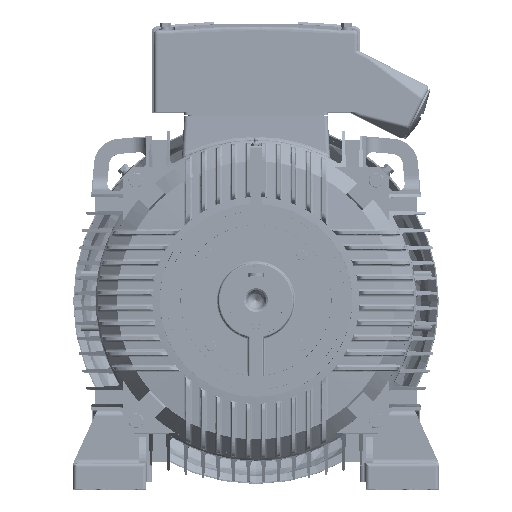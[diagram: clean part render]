
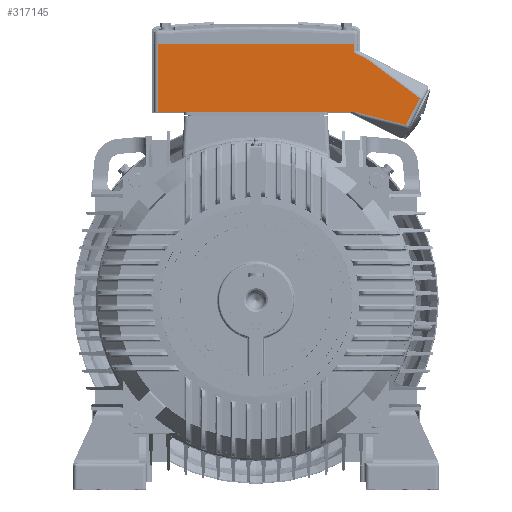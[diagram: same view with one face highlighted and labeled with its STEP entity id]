
A CAD part, top view. The second image highlights one B-rep face of the part: STEP entity #317145.
In plain terms, the highlighted planar face has unit normal (0, 0, 1).
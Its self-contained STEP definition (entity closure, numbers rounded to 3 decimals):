
#17953 = CARTESIAN_POINT ( 'NONE',  ( -130., 339., 232.5 ) ) ;
#18722 = CARTESIAN_POINT ( 'NONE',  ( 147.911, 318.81, 232.5 ) ) ;
#18944 = CARTESIAN_POINT ( 'NONE',  ( 216.719, 267.728, 232.5 ) ) ;
#19286 = CARTESIAN_POINT ( 'NONE',  ( 130., 339., 232.5 ) ) ;
#19338 = CARTESIAN_POINT ( 'NONE',  ( 198.695, 232.354, 232.5 ) ) ;
#20057 = CARTESIAN_POINT ( 'NONE',  ( 130., 327.936, 232.5 ) ) ;
#20335 = CARTESIAN_POINT ( 'NONE',  ( -130., 249., 232.5 ) ) ;
#20552 = CARTESIAN_POINT ( 'NONE',  ( 137.491, 247.801, 232.5 ) ) ;
#20901 = CARTESIAN_POINT ( 'NONE',  ( 135.138, 249., 232.5 ) ) ;
#41558 = AXIS2_PLACEMENT_3D ( 'NONE', #64143, #64145, #64147 ) ;
#41560 = FACE_OUTER_BOUND ( 'NONE', #115472, .T. ) ;
#53235 = EDGE_CURVE ( 'NONE', #173587, #173115, #103949, .T. ) ;
#53245 = EDGE_CURVE ( 'NONE', #173115, #170863, #103981, .T. ) ;
#53249 = EDGE_CURVE ( 'NONE', #170863, #169859, #103996, .T. ) ;
#53255 = EDGE_CURVE ( 'NONE', #169859, #169320, #104010, .T. ) ;
#53263 = EDGE_CURVE ( 'NONE', #169320, #172217, #104044, .T. ) ;
#53273 = EDGE_CURVE ( 'NONE', #172217, #170721, #104071, .T. ) ;
#53279 = EDGE_CURVE ( 'NONE', #170721, #168972, #104085, .T. ) ;
#53284 = EDGE_CURVE ( 'NONE', #168972, #172781, #104093, .T. ) ;
#53290 = EDGE_CURVE ( 'NONE', #172781, #173587, #104107, .T. ) ;
#64141 = PLANE ( 'NONE',  #41558 ) ;
#64143 = CARTESIAN_POINT ( 'NONE',  ( 0., 294., 232.5 ) ) ;
#64145 = DIRECTION ( 'NONE',  ( 0., 0., 1. ) ) ;
#64147 = DIRECTION ( 'NONE',  ( 1., 0., 0. ) ) ;
#67906 = ORIENTED_EDGE ( 'NONE', *, *, #53245, .T. ) ;
#67908 = ORIENTED_EDGE ( 'NONE', *, *, #53284, .T. ) ;
#67911 = ORIENTED_EDGE ( 'NONE', *, *, #53290, .T. ) ;
#67913 = ORIENTED_EDGE ( 'NONE', *, *, #53235, .T. ) ;
#67916 = ORIENTED_EDGE ( 'NONE', *, *, #53249, .T. ) ;
#67919 = ORIENTED_EDGE ( 'NONE', *, *, #53255, .T. ) ;
#67921 = ORIENTED_EDGE ( 'NONE', *, *, #53263, .T. ) ;
#67924 = ORIENTED_EDGE ( 'NONE', *, *, #53273, .T. ) ;
#67926 = ORIENTED_EDGE ( 'NONE', *, *, #53279, .T. ) ;
#103949 = LINE ( 'NONE', #103951, #105213 ) ;
#103951 = CARTESIAN_POINT ( 'NONE',  ( 135.138, 249., 232.5 ) ) ;
#103953 = DIRECTION ( 'NONE',  ( 0.891, -0.454, 0. ) ) ;
#103981 = LINE ( 'NONE', #103983, #105220 ) ;
#103983 = CARTESIAN_POINT ( 'NONE',  ( 137.491, 247.801, 232.5 ) ) ;
#103985 = DIRECTION ( 'NONE',  ( 0.97, -0.245, 0. ) ) ;
#103996 = LINE ( 'NONE', #103999, #105222 ) ;
#103999 = CARTESIAN_POINT ( 'NONE',  ( 198.695, 232.354, 232.5 ) ) ;
#104001 = DIRECTION ( 'NONE',  ( 0.454, 0.891, 0. ) ) ;
#104010 = LINE ( 'NONE', #104012, #105224 ) ;
#104012 = CARTESIAN_POINT ( 'NONE',  ( 216.719, 267.728, 232.5 ) ) ;
#104015 = DIRECTION ( 'NONE',  ( -0.803, 0.596, 0. ) ) ;
#104044 = LINE ( 'NONE', #104046, #105229 ) ;
#104046 = CARTESIAN_POINT ( 'NONE',  ( 147.911, 318.81, 232.5 ) ) ;
#104048 = DIRECTION ( 'NONE',  ( -0.891, 0.454, 0. ) ) ;
#104071 = LINE ( 'NONE', #104074, #105233 ) ;
#104074 = CARTESIAN_POINT ( 'NONE',  ( 130., 294., 232.5 ) ) ;
#104077 = DIRECTION ( 'NONE',  ( 0., 1., 0. ) ) ;
#104085 = LINE ( 'NONE', #104088, #105234 ) ;
#104088 = CARTESIAN_POINT ( 'NONE',  ( 0., 339., 232.5 ) ) ;
#104091 = DIRECTION ( 'NONE',  ( -1., 0., 0. ) ) ;
#104093 = LINE ( 'NONE', #104096, #105236 ) ;
#104096 = CARTESIAN_POINT ( 'NONE',  ( -130., 294., 232.5 ) ) ;
#104098 = DIRECTION ( 'NONE',  ( 0., -1., 0. ) ) ;
#104107 = LINE ( 'NONE', #104110, #105237 ) ;
#104110 = CARTESIAN_POINT ( 'NONE',  ( 0., 249., 232.5 ) ) ;
#104112 = DIRECTION ( 'NONE',  ( 1., 0., 0. ) ) ;
#105213 = VECTOR ( 'NONE', #103953, 1000. ) ;
#105220 = VECTOR ( 'NONE', #103985, 1000. ) ;
#105222 = VECTOR ( 'NONE', #104001, 1000. ) ;
#105224 = VECTOR ( 'NONE', #104015, 1000. ) ;
#105229 = VECTOR ( 'NONE', #104048, 1000. ) ;
#105233 = VECTOR ( 'NONE', #104077, 1000. ) ;
#105234 = VECTOR ( 'NONE', #104091, 1000. ) ;
#105236 = VECTOR ( 'NONE', #104098, 1000. ) ;
#105237 = VECTOR ( 'NONE', #104112, 1000. ) ;
#115472 = EDGE_LOOP ( 'NONE', ( #67908, #67911, #67913, #67906, #67916, #67919, #67921, #67924, #67926 ) ) ;
#168972 = VERTEX_POINT ( 'NONE', #17953 ) ;
#169320 = VERTEX_POINT ( 'NONE', #18722 ) ;
#169859 = VERTEX_POINT ( 'NONE', #18944 ) ;
#170721 = VERTEX_POINT ( 'NONE', #19286 ) ;
#170863 = VERTEX_POINT ( 'NONE', #19338 ) ;
#172217 = VERTEX_POINT ( 'NONE', #20057 ) ;
#172781 = VERTEX_POINT ( 'NONE', #20335 ) ;
#173115 = VERTEX_POINT ( 'NONE', #20552 ) ;
#173587 = VERTEX_POINT ( 'NONE', #20901 ) ;
#317145 = ADVANCED_FACE ( 'NONE', ( #41560 ), #64141, .T. ) ;
